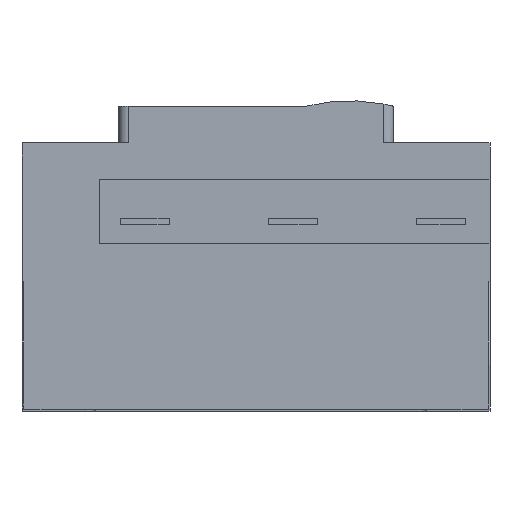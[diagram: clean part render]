
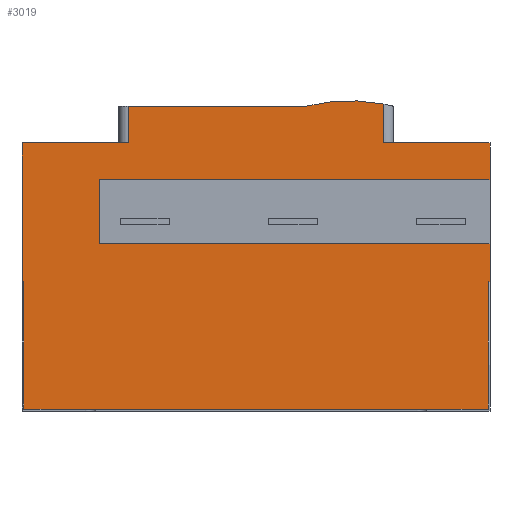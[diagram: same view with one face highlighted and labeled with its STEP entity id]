
A CAD part, front view. The second image highlights one B-rep face of the part: STEP entity #3019.
In plain terms, the highlighted planar face has unit normal (0, -1, 0).
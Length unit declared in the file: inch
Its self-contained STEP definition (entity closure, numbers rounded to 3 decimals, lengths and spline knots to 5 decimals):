
#3 = CARTESIAN_POINT ( 'NONE',  ( 3.40945, -17.99213, 8.62205 ) ) ;
#40 = CARTESIAN_POINT ( 'NONE',  ( 2.4972, -17.99213, 5.38287 ) ) ;
#48 = ORIENTED_EDGE ( 'NONE', *, *, #2662, .F. ) ;
#124 = VECTOR ( 'NONE', #1007, 39.37008 ) ;
#154 = DIRECTION ( 'NONE',  ( 0., 0., 1. ) ) ;
#161 = ORIENTED_EDGE ( 'NONE', *, *, #914, .F. ) ;
#182 = FACE_OUTER_BOUND ( 'NONE', #3143, .T. ) ;
#183 = CARTESIAN_POINT ( 'NONE',  ( 2.4972, -17.99213, 7.44094 ) ) ;
#201 = DIRECTION ( 'NONE',  ( 0., 0., -1. ) ) ;
#204 = ORIENTED_EDGE ( 'NONE', *, *, #3109, .F. ) ;
#217 = DIRECTION ( 'NONE',  ( 1., 0., 0. ) ) ;
#258 = EDGE_CURVE ( 'NONE', #1650, #3034, #1572, .T. ) ;
#264 = VECTOR ( 'NONE', #1830, 39.37008 ) ;
#295 = CARTESIAN_POINT ( 'NONE',  ( 14.98622, -17.99213, 5.38287 ) ) ;
#343 = CARTESIAN_POINT ( 'NONE',  ( 11.6378, -17.99213, 9.87323 ) ) ;
#389 = ORIENTED_EDGE ( 'NONE', *, *, #1023, .F. ) ;
#400 = CARTESIAN_POINT ( 'NONE',  ( 15.04921, -17.99213, 0. ) ) ;
#420 = VERTEX_POINT ( 'NONE', #1136 ) ;
#444 = CARTESIAN_POINT ( 'NONE',  ( 15.04921, -17.99213, 5.38287 ) ) ;
#474 = VECTOR ( 'NONE', #2969, 39.37008 ) ;
#487 = VECTOR ( 'NONE', #2601, 39.37008 ) ;
#538 = CARTESIAN_POINT ( 'NONE',  ( 9.12471, -17.99213, 9.80315 ) ) ;
#554 = LINE ( 'NONE', #673, #2696 ) ;
#563 = DIRECTION ( 'NONE',  ( 0., 0., 1. ) ) ;
#591 = VECTOR ( 'NONE', #217, 39.37008 ) ;
#638 = CARTESIAN_POINT ( 'NONE',  ( 2.4972, -17.99213, 7.44094 ) ) ;
#644 = CARTESIAN_POINT ( 'NONE',  ( 11.6378, -17.99213, 8.62205 ) ) ;
#667 = VERTEX_POINT ( 'NONE', #1359 ) ;
#672 = EDGE_CURVE ( 'NONE', #1142, #2607, #821, .T. ) ;
#673 = CARTESIAN_POINT ( 'NONE',  ( 15.04921, -17.99213, 5.38287 ) ) ;
#691 = VECTOR ( 'NONE', #201, 39.37008 ) ;
#712 = VERTEX_POINT ( 'NONE', #1412 ) ;
#739 = VECTOR ( 'NONE', #2176, 39.37008 ) ;
#761 = CARTESIAN_POINT ( 'NONE',  ( 0., -17.99213, 0. ) ) ;
#771 = DIRECTION ( 'NONE',  ( -1., 0., 0. ) ) ;
#802 = VERTEX_POINT ( 'NONE', #638 ) ;
#821 = LINE ( 'NONE', #2797, #912 ) ;
#836 = ORIENTED_EDGE ( 'NONE', *, *, #1039, .F. ) ;
#846 = DIRECTION ( 'NONE',  ( 0., 1., 0. ) ) ;
#867 = CARTESIAN_POINT ( 'NONE',  ( 3.40945, -17.99213, 9.80315 ) ) ;
#880 = DIRECTION ( 'NONE',  ( -1., 0., 0. ) ) ;
#912 = VECTOR ( 'NONE', #2034, 39.37008 ) ;
#914 = EDGE_CURVE ( 'NONE', #712, #420, #2956, .T. ) ;
#935 = LINE ( 'NONE', #761, #739 ) ;
#956 = AXIS2_PLACEMENT_3D ( 'NONE', #1397, #1194, #880 ) ;
#960 = VERTEX_POINT ( 'NONE', #538 ) ;
#974 = VERTEX_POINT ( 'NONE', #2567 ) ;
#983 = ORIENTED_EDGE ( 'NONE', *, *, #1623, .F. ) ;
#1001 = EDGE_CURVE ( 'NONE', #420, #1274, #1545, .T. ) ;
#1007 = DIRECTION ( 'NONE',  ( 0., 0., 1. ) ) ;
#1023 = EDGE_CURVE ( 'NONE', #667, #802, #2281, .T. ) ;
#1033 = CARTESIAN_POINT ( 'NONE',  ( 15.04921, -17.99213, 4.1624 ) ) ;
#1039 = EDGE_CURVE ( 'NONE', #960, #2521, #2888, .T. ) ;
#1087 = CARTESIAN_POINT ( 'NONE',  ( 15.04921, -17.99213, 4.1624 ) ) ;
#1101 = DIRECTION ( 'NONE',  ( -1., 0., 0. ) ) ;
#1102 = VECTOR ( 'NONE', #2746, 39.37008 ) ;
#1115 = EDGE_CURVE ( 'NONE', #667, #1142, #2371, .T. ) ;
#1136 = CARTESIAN_POINT ( 'NONE',  ( 14.98622, -17.99213, 4.1624 ) ) ;
#1142 = VERTEX_POINT ( 'NONE', #1156 ) ;
#1147 = CARTESIAN_POINT ( 'NONE',  ( 15.04921, -17.99213, 9.80315 ) ) ;
#1156 = CARTESIAN_POINT ( 'NONE',  ( 15.04921, -17.99213, 8.62205 ) ) ;
#1162 = VECTOR ( 'NONE', #1542, 39.37008 ) ;
#1163 = VECTOR ( 'NONE', #1101, 39.37008 ) ;
#1194 = DIRECTION ( 'NONE',  ( 0., 1., 0. ) ) ;
#1236 = EDGE_CURVE ( 'NONE', #1274, #974, #2709, .T. ) ;
#1259 = VECTOR ( 'NONE', #771, 39.37008 ) ;
#1274 = VERTEX_POINT ( 'NONE', #2181 ) ;
#1284 = LINE ( 'NONE', #2737, #124 ) ;
#1323 = ORIENTED_EDGE ( 'NONE', *, *, #1001, .F. ) ;
#1342 = ORIENTED_EDGE ( 'NONE', *, *, #1115, .T. ) ;
#1359 = CARTESIAN_POINT ( 'NONE',  ( 15.04921, -17.99213, 7.44094 ) ) ;
#1374 = PLANE ( 'NONE',  #956 ) ;
#1397 = CARTESIAN_POINT ( 'NONE',  ( 15.04921, -17.99213, 7.44094 ) ) ;
#1412 = CARTESIAN_POINT ( 'NONE',  ( 15.04921, -17.99213, 4.1624 ) ) ;
#1512 = AXIS2_PLACEMENT_3D ( 'NONE', #3053, #846, #2029 ) ;
#1525 = CARTESIAN_POINT ( 'NONE',  ( 3.40945, -17.99213, 7.44094 ) ) ;
#1542 = DIRECTION ( 'NONE',  ( 0., 0., 1. ) ) ;
#1545 = LINE ( 'NONE', #295, #264 ) ;
#1572 = LINE ( 'NONE', #3047, #1941 ) ;
#1584 = ORIENTED_EDGE ( 'NONE', *, *, #3153, .F. ) ;
#1623 = EDGE_CURVE ( 'NONE', #1907, #3034, #935, .T. ) ;
#1627 = CARTESIAN_POINT ( 'NONE',  ( 11.6378, -17.99213, 7.44094 ) ) ;
#1650 = VERTEX_POINT ( 'NONE', #3 ) ;
#1697 = CARTESIAN_POINT ( 'NONE',  ( 15.04921, -17.99213, 0.06299 ) ) ;
#1711 = VERTEX_POINT ( 'NONE', #1938 ) ;
#1762 = LINE ( 'NONE', #1525, #1162 ) ;
#1830 = DIRECTION ( 'NONE',  ( 0., 0., -1. ) ) ;
#1847 = ORIENTED_EDGE ( 'NONE', *, *, #672, .T. ) ;
#1901 = DIRECTION ( 'NONE',  ( 1., 0., 0. ) ) ;
#1907 = VERTEX_POINT ( 'NONE', #2663 ) ;
#1938 = CARTESIAN_POINT ( 'NONE',  ( 0.06299, -17.99213, 4.1624 ) ) ;
#1941 = VECTOR ( 'NONE', #2275, 39.37008 ) ;
#2029 = DIRECTION ( 'NONE',  ( 1., 0., 0. ) ) ;
#2034 = DIRECTION ( 'NONE',  ( -1., 0., 0. ) ) ;
#2076 = CARTESIAN_POINT ( 'NONE',  ( 15.04921, -17.99213, 7.44094 ) ) ;
#2154 = ORIENTED_EDGE ( 'NONE', *, *, #258, .T. ) ;
#2176 = DIRECTION ( 'NONE',  ( 0., 0., 1. ) ) ;
#2181 = CARTESIAN_POINT ( 'NONE',  ( 14.98622, -17.99213, 0.06299 ) ) ;
#2217 = ORIENTED_EDGE ( 'NONE', *, *, #2875, .T. ) ;
#2275 = DIRECTION ( 'NONE',  ( -1., 0., 0. ) ) ;
#2281 = LINE ( 'NONE', #2076, #1102 ) ;
#2310 = LINE ( 'NONE', #2769, #2958 ) ;
#2361 = ORIENTED_EDGE ( 'NONE', *, *, #2855, .F. ) ;
#2371 = LINE ( 'NONE', #400, #2533 ) ;
#2396 = CARTESIAN_POINT ( 'NONE',  ( 0., -17.99213, 8.62205 ) ) ;
#2402 = ORIENTED_EDGE ( 'NONE', *, *, #2444, .F. ) ;
#2428 = LINE ( 'NONE', #1147, #591 ) ;
#2444 = EDGE_CURVE ( 'NONE', #1650, #2930, #1762, .T. ) ;
#2521 = VERTEX_POINT ( 'NONE', #343 ) ;
#2525 = ORIENTED_EDGE ( 'NONE', *, *, #1236, .F. ) ;
#2533 = VECTOR ( 'NONE', #154, 39.37008 ) ;
#2567 = CARTESIAN_POINT ( 'NONE',  ( 0.06299, -17.99213, 0.06299 ) ) ;
#2574 = EDGE_CURVE ( 'NONE', #3198, #3078, #554, .T. ) ;
#2581 = EDGE_CURVE ( 'NONE', #802, #3198, #3102, .T. ) ;
#2588 = LINE ( 'NONE', #1627, #487 ) ;
#2601 = DIRECTION ( 'NONE',  ( 0., 0., -1. ) ) ;
#2607 = VERTEX_POINT ( 'NONE', #644 ) ;
#2662 = EDGE_CURVE ( 'NONE', #2930, #960, #2428, .T. ) ;
#2663 = CARTESIAN_POINT ( 'NONE',  ( 0., -17.99213, 4.1624 ) ) ;
#2696 = VECTOR ( 'NONE', #1901, 39.37008 ) ;
#2709 = LINE ( 'NONE', #1697, #474 ) ;
#2713 = ORIENTED_EDGE ( 'NONE', *, *, #2574, .F. ) ;
#2737 = CARTESIAN_POINT ( 'NONE',  ( 0.06299, -17.99213, 5.38287 ) ) ;
#2746 = DIRECTION ( 'NONE',  ( -1., 0., 0. ) ) ;
#2769 = CARTESIAN_POINT ( 'NONE',  ( 15.04921, -17.99213, 0. ) ) ;
#2797 = CARTESIAN_POINT ( 'NONE',  ( 15.04921, -17.99213, 8.62205 ) ) ;
#2855 = EDGE_CURVE ( 'NONE', #1711, #1907, #3060, .T. ) ;
#2875 = EDGE_CURVE ( 'NONE', #712, #3078, #2310, .T. ) ;
#2888 = CIRCLE ( 'NONE', #1512, 5.78773 ) ;
#2930 = VERTEX_POINT ( 'NONE', #867 ) ;
#2956 = LINE ( 'NONE', #1033, #1259 ) ;
#2958 = VECTOR ( 'NONE', #563, 39.37008 ) ;
#2969 = DIRECTION ( 'NONE',  ( -1., 0., 0. ) ) ;
#3019 = ADVANCED_FACE ( 'NONE', ( #182 ), #1374, .F. ) ;
#3034 = VERTEX_POINT ( 'NONE', #2396 ) ;
#3047 = CARTESIAN_POINT ( 'NONE',  ( 15.04921, -17.99213, 8.62205 ) ) ;
#3053 = CARTESIAN_POINT ( 'NONE',  ( 10.53873, -17.99213, 4.19081 ) ) ;
#3060 = LINE ( 'NONE', #1087, #1163 ) ;
#3078 = VERTEX_POINT ( 'NONE', #444 ) ;
#3093 = ORIENTED_EDGE ( 'NONE', *, *, #2581, .F. ) ;
#3102 = LINE ( 'NONE', #183, #691 ) ;
#3109 = EDGE_CURVE ( 'NONE', #2521, #2607, #2588, .T. ) ;
#3143 = EDGE_LOOP ( 'NONE', ( #1584, #2525, #1323, #161, #2217, #2713, #3093, #389, #1342, #1847, #204, #836, #48, #2402, #2154, #983, #2361 ) ) ;
#3153 = EDGE_CURVE ( 'NONE', #974, #1711, #1284, .T. ) ;
#3198 = VERTEX_POINT ( 'NONE', #40 ) ;
